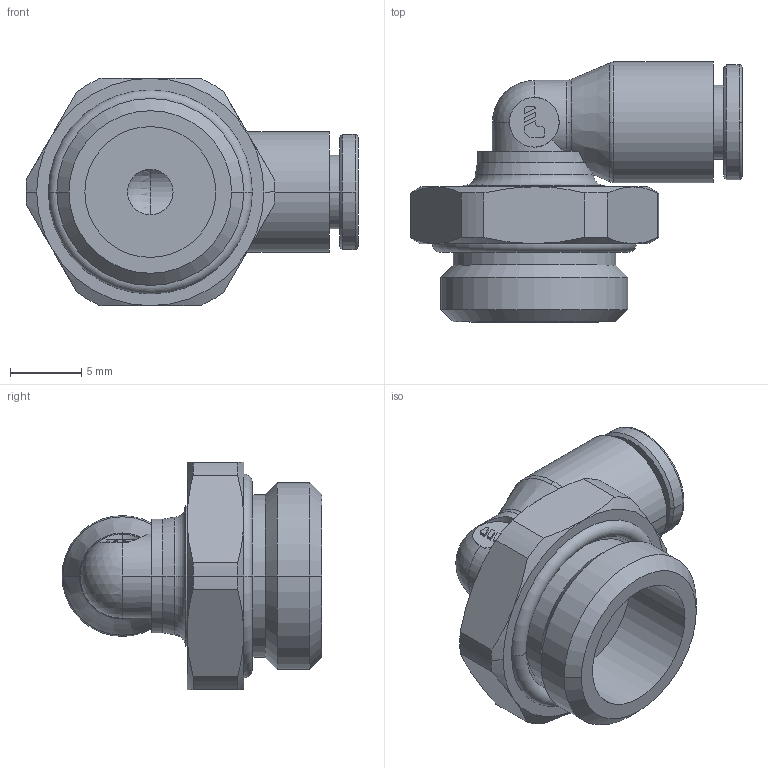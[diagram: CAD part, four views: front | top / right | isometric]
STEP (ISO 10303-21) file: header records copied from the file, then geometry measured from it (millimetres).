
FILE_DESCRIPTION(('STEP AP214'),'1');
FILE_NAME('3199_04_13.stp','2016-07-07T14:53:59',('TraceParts'),('TraceParts S.A.'),'Spatial InterOp 3D',' ',' ');
FILE_SCHEMA(('automotive_design'));
Length unit declared in the file: millimetre
Products named in the file (1): 1
Bounding box: 23.37 x 18.3 x 16 mm (x, y, z)
Volume: 1795 mm3; surface area: 1828 mm2
Topology: 1 solids, 1 shells, 112 faces, 280 edges, 174 vertices
Faces by surface type: cylinder 40, plane 32, cone 26, torus 11, sphere 3
Entity records: 3614 total; most frequent: CARTESIAN_POINT 930, DIRECTION 599, ORIENTED_EDGE 550, EDGE_CURVE 275, AXIS2_PLACEMENT_3D 251, VERTEX_POINT 174, CIRCLE 136, EDGE_LOOP 123
